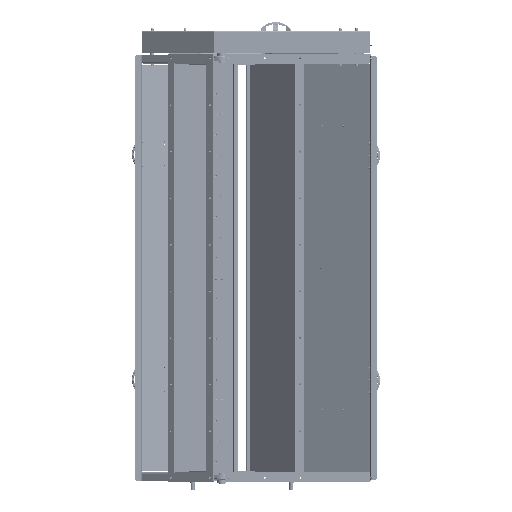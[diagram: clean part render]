
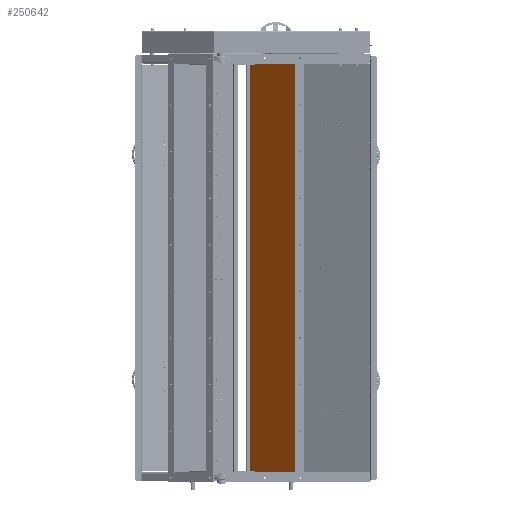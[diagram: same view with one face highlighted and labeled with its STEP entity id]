
A CAD part, front view. The second image highlights one B-rep face of the part: STEP entity #250642.
In plain terms, the highlighted planar face has unit normal (-0.766, -0.643, 0).
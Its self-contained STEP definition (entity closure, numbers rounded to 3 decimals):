
#12762=PLANE('',#271537);
#27508=FACE_OUTER_BOUND('',#43040,.T.);
#43040=EDGE_LOOP('',(#189705,#189706,#189707,#189708,#189709,#189710,#189711,
#189712,#189713,#189714));
#59846=LINE('',#402922,#76630);
#59851=LINE('',#402932,#76635);
#59886=LINE('',#403049,#76670);
#60635=LINE('',#406466,#77419);
#60658=LINE('',#406545,#77442);
#60675=LINE('',#406581,#77459);
#60676=LINE('',#406583,#77460);
#60677=LINE('',#406584,#77461);
#60678=LINE('',#406586,#77462);
#60679=LINE('',#406587,#77463);
#76630=VECTOR('',#316789,10.);
#76635=VECTOR('',#316796,10.);
#76670=VECTOR('',#316905,10.);
#77419=VECTOR('',#319636,10.);
#77442=VECTOR('',#319701,10.);
#77459=VECTOR('',#319740,10.);
#77460=VECTOR('',#319741,10.);
#77461=VECTOR('',#319742,10.);
#77462=VECTOR('',#319743,10.);
#77463=VECTOR('',#319744,10.);
#108647=VERTEX_POINT('',#402920);
#108648=VERTEX_POINT('',#402921);
#108652=VERTEX_POINT('',#402931);
#108697=VERTEX_POINT('',#403048);
#109819=VERTEX_POINT('',#406464);
#109820=VERTEX_POINT('',#406465);
#109855=VERTEX_POINT('',#406544);
#109863=VERTEX_POINT('',#406580);
#109864=VERTEX_POINT('',#406582);
#109865=VERTEX_POINT('',#406585);
#136574=EDGE_CURVE('',#108647,#108648,#59846,.T.);
#136579=EDGE_CURVE('',#108652,#108647,#59851,.T.);
#136639=EDGE_CURVE('',#108652,#108697,#59886,.T.);
#138134=EDGE_CURVE('',#109819,#109820,#60635,.T.);
#138173=EDGE_CURVE('',#109855,#109819,#60658,.T.);
#138193=EDGE_CURVE('',#109863,#108648,#60675,.T.);
#138194=EDGE_CURVE('',#109863,#109864,#60676,.T.);
#138195=EDGE_CURVE('',#109855,#109864,#60677,.T.);
#138196=EDGE_CURVE('',#109865,#109820,#60678,.T.);
#138197=EDGE_CURVE('',#108697,#109865,#60679,.T.);
#189705=ORIENTED_EDGE('',*,*,#136574,.T.);
#189706=ORIENTED_EDGE('',*,*,#138193,.F.);
#189707=ORIENTED_EDGE('',*,*,#138194,.T.);
#189708=ORIENTED_EDGE('',*,*,#138195,.F.);
#189709=ORIENTED_EDGE('',*,*,#138173,.T.);
#189710=ORIENTED_EDGE('',*,*,#138134,.T.);
#189711=ORIENTED_EDGE('',*,*,#138196,.F.);
#189712=ORIENTED_EDGE('',*,*,#138197,.F.);
#189713=ORIENTED_EDGE('',*,*,#136639,.F.);
#189714=ORIENTED_EDGE('',*,*,#136579,.T.);
#250642=ADVANCED_FACE('',(#27508),#12762,.F.);
#271537=AXIS2_PLACEMENT_3D('',#406579,#319738,#319739);
#316789=DIRECTION('',(0.,0.,-1.));
#316796=DIRECTION('',(0.325,-0.387,0.863));
#316905=DIRECTION('',(-0.643,0.766,0.));
#319636=DIRECTION('',(-0.325,0.387,0.863));
#319701=DIRECTION('',(0.,0.,-1.));
#319738=DIRECTION('center_axis',(0.766,0.643,0.));
#319739=DIRECTION('ref_axis',(0.,0.,-1.));
#319740=DIRECTION('',(-0.643,0.766,0.));
#319741=DIRECTION('',(0.,0.,1.));
#319742=DIRECTION('',(0.643,-0.766,0.));
#319743=DIRECTION('',(0.643,-0.766,0.));
#319744=DIRECTION('',(0.,0.,1.));
#402920=CARTESIAN_POINT('',(-198.544,298.004,-998.591));
#402921=CARTESIAN_POINT('',(-198.544,298.004,-1000.));
#402922=CARTESIAN_POINT('',(-198.544,298.004,-500.));
#402931=CARTESIAN_POINT('',(-199.075,298.637,-1000.));
#402932=CARTESIAN_POINT('',(-84.279,161.828,-695.306));
#403048=CARTESIAN_POINT('',(-222.215,326.214,-1000.));
#403049=CARTESIAN_POINT('',(-889.989,1122.036,-1000.));
#406464=CARTESIAN_POINT('',(-198.544,298.004,998.591));
#406465=CARTESIAN_POINT('',(-199.075,298.637,1000.));
#406466=CARTESIAN_POINT('',(-85.774,163.61,699.275));
#406544=CARTESIAN_POINT('',(-198.544,298.004,1000.));
#406545=CARTESIAN_POINT('',(-198.544,298.004,496.));
#406579=CARTESIAN_POINT('Origin',(-435.619,580.539,0.));
#406580=CARTESIAN_POINT('',(-2.468,64.33,-1000.));
#406581=CARTESIAN_POINT('',(-889.989,1122.036,-1000.));
#406582=CARTESIAN_POINT('',(-2.468,64.33,1000.));
#406583=CARTESIAN_POINT('',(-2.468,64.33,0.));
#406584=CARTESIAN_POINT('',(39.348,14.495,1000.));
#406585=CARTESIAN_POINT('',(-222.215,326.214,1000.));
#406586=CARTESIAN_POINT('',(39.348,14.495,1000.));
#406587=CARTESIAN_POINT('',(-222.215,326.214,0.));
